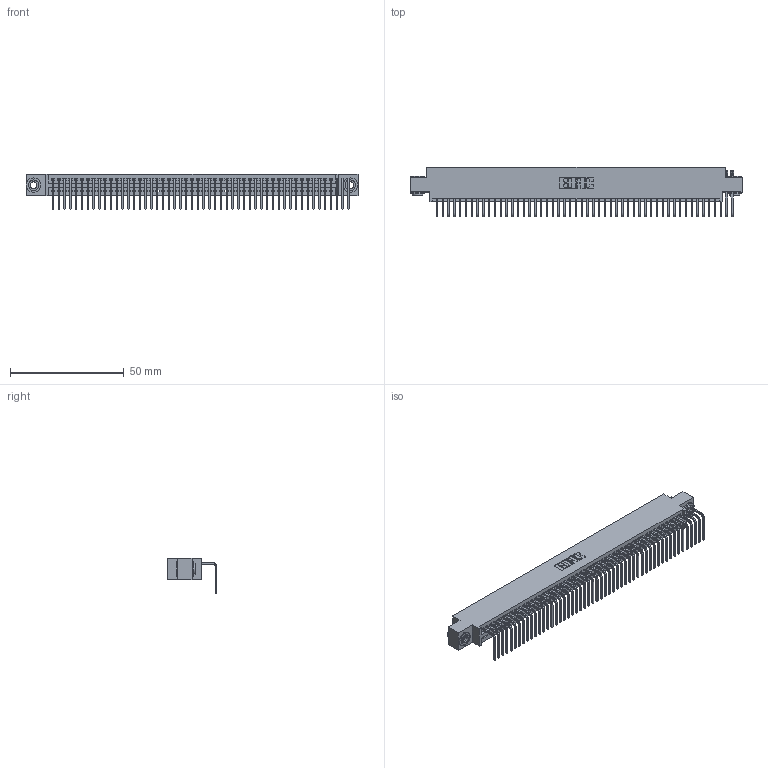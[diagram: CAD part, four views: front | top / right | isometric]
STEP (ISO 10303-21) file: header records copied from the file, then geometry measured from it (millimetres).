
FILE_DESCRIPTION (( 'STEP AP203' ), '1' );
FILE_NAME ('345-052-558-603.STEP', '2019-10-10T18:51:30', ( '' ), ( '' ), 'SwSTEP 2.0', 'SolidWorks 2016', '' );
FILE_SCHEMA (( 'CONFIG_CONTROL_DESIGN' ));
Length unit declared in the file: inch
Products named in the file (4): 345 Part_0.170 Offset - 0.156 Dia-TH; 345-292-001_558 Tail - 2; 345-250-002_345-250-002-102; 345-052-558-603
Assembly tree (55 placements, depth 2):
  345-052-558-603
    345 Part_0.170 Offset - 0.156 Dia-TH
    345-292-001_558 Tail - 2  x52
    345-250-002_345-250-002-102  x2
Bounding box: 145.67 x 21.83 x 15.37 mm (x, y, z)
Volume: 14006.7 mm3; surface area: 20250.3 mm2
Topology: 55 solids, 55 shells, 3240 faces, 9731 edges, 6414 vertices
Faces by surface type: plane 2236, cylinder 996, cone 8
Entity records: 36898 total; most frequent: CARTESIAN_POINT 6357, ORIENTED_EDGE 6330, DIRECTION 5575, EDGE_CURVE 3165, VECTOR 2813, LINE 2813, VERTEX_POINT 2106, AXIS2_PLACEMENT_3D 1381
